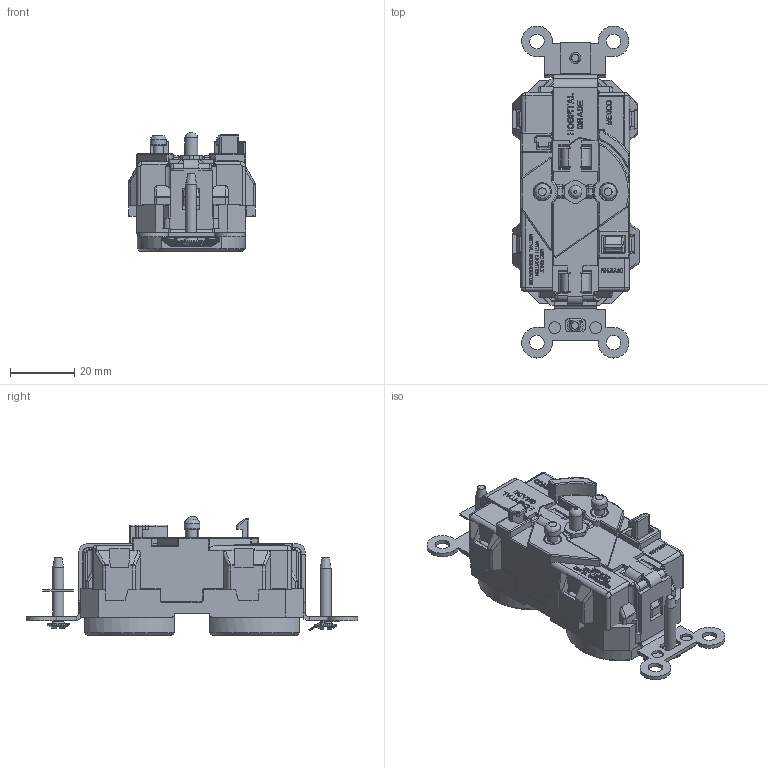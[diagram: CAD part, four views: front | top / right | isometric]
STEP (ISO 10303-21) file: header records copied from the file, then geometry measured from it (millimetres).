
FILE_DESCRIPTION (( 'STEP AP214' ), '1' );
FILE_NAME ('CATSTD-M8300-SGX-M01.STEP', '2022-03-15T14:54:44', ( '' ), ( '' ), 'SwSTEP 2.0', 'SolidWorks 2020', '' );
FILE_SCHEMA (( 'AUTOMOTIVE_DESIGN' ));
Length unit declared in the file: inch
Products named in the file (1): CATSTD-M8300-SGX-M01
Bounding box: 39.34 x 103.17 x 36.86 mm (x, y, z)
Volume: 36395.2 mm3; surface area: 37487.2 mm2
Topology: 8 solids, 13 shells, 4737 faces, 13275 edges, 8754 vertices
Faces by surface type: plane 3842, cylinder 603, bspline 232, cone 53, torus 4, sphere 3
Full cylindrical faces by diameter (mm): 2.184 x2, 2.362 x4, 2.484 x13, 3.226 x4, 3.302 x2, 3.404 x3, 3.683 x2, 3.725 x1, 3.734 x1, 3.979 x1, 4.064 x1, 4.089 x1, 4.521 x4, 4.724 x1, 4.953 x4, 4.978 x2, 5.385 x1, 5.412 x1, 5.664 x2, 6.858 x2, 8.382 x1
Entity records: 234840 total; most frequent: CARTESIAN_POINT 57210, ORIENTED_EDGE 26276, DIRECTION 20877, EDGE_CURVE 13138, LINE 10183, VECTOR 10183, VERTEX_POINT 8707, AXIS2_PLACEMENT_3D 5347
